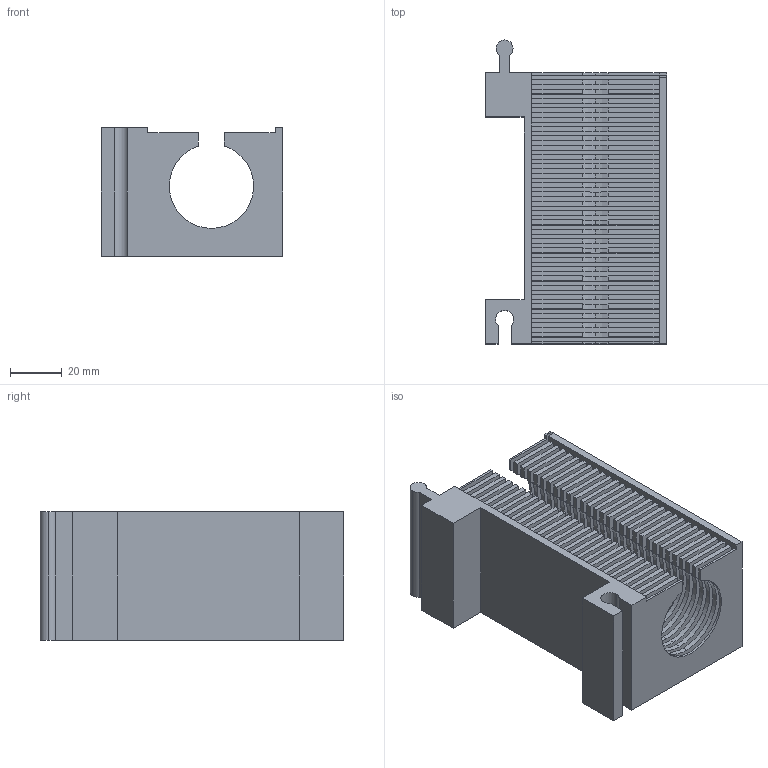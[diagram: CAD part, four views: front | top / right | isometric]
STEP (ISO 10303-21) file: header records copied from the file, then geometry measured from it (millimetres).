
FILE_DESCRIPTION (( 'STEP AP214' ), '1' );
FILE_NAME ('Drift_region_29_electrodes_grid_shutter.STEP', '2023-06-08T14:04:35', ( '' ), ( '' ), 'SwSTEP 2.0', 'SolidWorks 2020', '' );
FILE_SCHEMA (( 'AUTOMOTIVE_DESIGN' ));
Length unit declared in the file: millimetre
Products named in the file (1): Drift_region_29_electrodes_grid_shutter
Bounding box: 70 x 117.05 x 49.5 mm (x, y, z)
Volume: 141654.3 mm3; surface area: 119060.3 mm2
Topology: 1 solids, 1 shells, 383 faces, 1110 edges, 740 vertices
Faces by surface type: plane 294, cylinder 66, bspline 23
Entity records: 13868 total; most frequent: CARTESIAN_POINT 3753, ORIENTED_EDGE 2220, DIRECTION 1918, EDGE_CURVE 1110, VECTOR 932, LINE 932, VERTEX_POINT 740, AXIS2_PLACEMENT_3D 493
